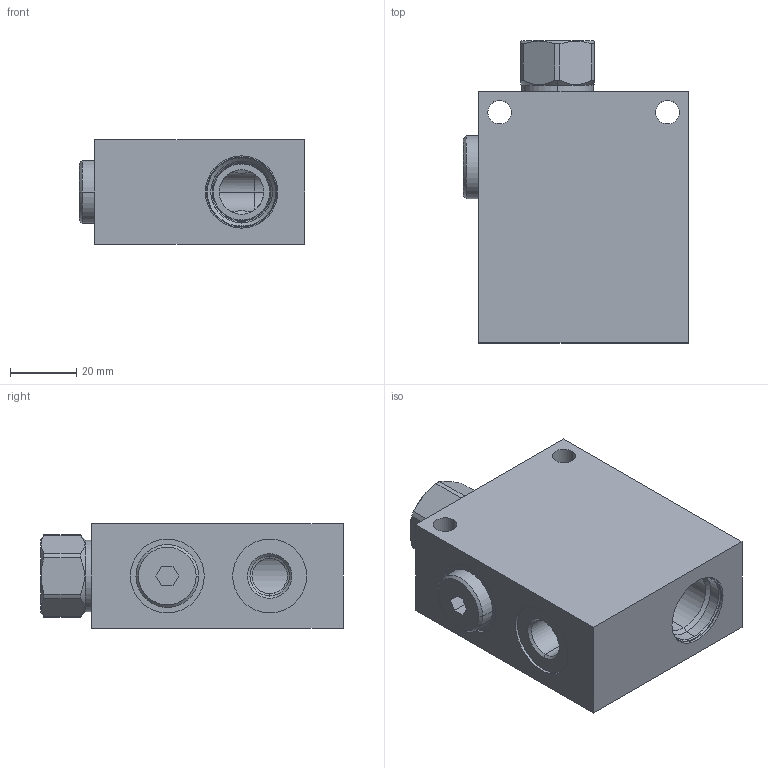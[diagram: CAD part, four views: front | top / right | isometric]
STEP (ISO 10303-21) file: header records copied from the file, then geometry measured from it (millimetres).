
FILE_DESCRIPTION((''),'2;1');
FILE_NAME('X5N_ASM','2019-08-13T',('ProEService'),(''),'PRO/ENGINEER BY PARAMETRIC TECHNOLOGY CORPORATION, 2014200','PRO/ENGINEER BY PARAMETRIC TECHNOLOGY CORPORATION, 2014200','');
FILE_SCHEMA(('CONFIG_CONTROL_DESIGN'));
Length unit declared in the file: inch
Products named in the file (4): 157-434-007; 330-018-002; CXDAXAN; X5N_ASM
Assembly tree (3 placements, depth 2):
  X5N_ASM
    157-434-007
    330-018-002
    CXDAXAN
Bounding box: 68.1 x 91.44 x 31.75 mm (x, y, z)
Volume: 135174.9 mm3; surface area: 34818.5 mm2
Topology: 4 solids, 4 shells, 311 faces, 942 edges, 742 vertices
Faces by surface type: cylinder 150, cone 73, plane 54, torus 28, revolution 6
Entity records: 12689 total; most frequent: CARTESIAN_POINT 4322, DIRECTION 1758, ORIENTED_EDGE 1456, EDGE_CURVE 728, AXIS2_PLACEMENT_3D 651, VECTOR 450, LINE 450, VERTEX_POINT 445
